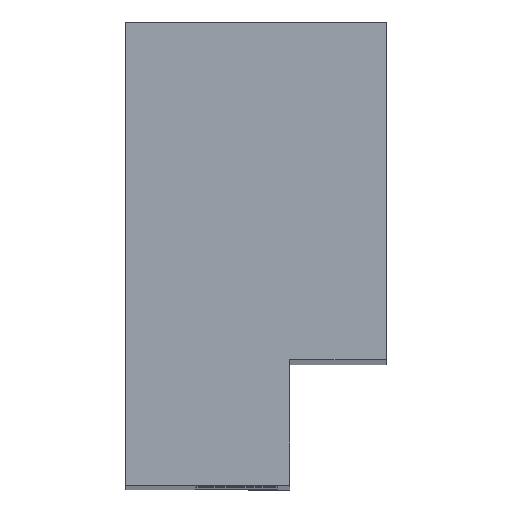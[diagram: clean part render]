
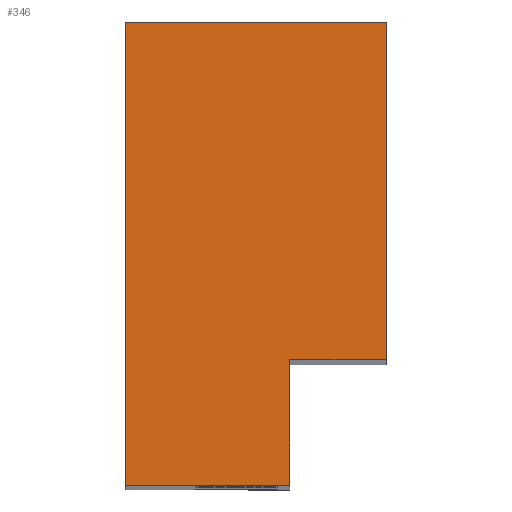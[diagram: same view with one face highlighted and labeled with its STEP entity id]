
A CAD part, top view. The second image highlights one B-rep face of the part: STEP entity #346.
In plain terms, the highlighted planar face has unit normal (0, 0, 1).
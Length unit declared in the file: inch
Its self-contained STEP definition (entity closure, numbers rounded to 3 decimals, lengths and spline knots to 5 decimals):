
#26 = EDGE_LOOP ( 'NONE', ( #381, #645, #646, #359, #1054, #310 ) ) ;
#72 = VECTOR ( 'NONE', #317, 39.37008 ) ;
#82 = VERTEX_POINT ( 'NONE', #749 ) ;
#110 = LINE ( 'NONE', #281, #394 ) ;
#115 = DIRECTION ( 'NONE',  ( -1., 0., 0. ) ) ;
#122 = EDGE_CURVE ( 'NONE', #1050, #82, #255, .T. ) ;
#124 = AXIS2_PLACEMENT_3D ( 'NONE', #811, #157, #628 ) ;
#126 = CARTESIAN_POINT ( 'NONE',  ( 4.8125, -3.125, 9. ) ) ;
#128 = LINE ( 'NONE', #708, #243 ) ;
#133 = VERTEX_POINT ( 'NONE', #993 ) ;
#144 = FACE_OUTER_BOUND ( 'NONE', #26, .T. ) ;
#152 = EDGE_CURVE ( 'NONE', #1050, #133, #128, .T. ) ;
#157 = DIRECTION ( 'NONE',  ( 0., 0., -1. ) ) ;
#166 = DIRECTION ( 'NONE',  ( 0., 1., 0. ) ) ;
#229 = LINE ( 'NONE', #892, #72 ) ;
#243 = VECTOR ( 'NONE', #875, 39.37008 ) ;
#255 = LINE ( 'NONE', #329, #585 ) ;
#281 = CARTESIAN_POINT ( 'NONE',  ( 5.4375, -0.125, 9. ) ) ;
#310 = ORIENTED_EDGE ( 'NONE', *, *, #122, .F. ) ;
#317 = DIRECTION ( 'NONE',  ( 1., 0., 0. ) ) ;
#318 = CARTESIAN_POINT ( 'NONE',  ( 3.75, -0.125, 9. ) ) ;
#320 = VERTEX_POINT ( 'NONE', #318 ) ;
#329 = CARTESIAN_POINT ( 'NONE',  ( 4.8125, -3.125, 9. ) ) ;
#346 = ADVANCED_FACE ( 'NONE', ( #144 ), #728, .F. ) ;
#359 = ORIENTED_EDGE ( 'NONE', *, *, #966, .T. ) ;
#361 = VECTOR ( 'NONE', #1028, 39.37008 ) ;
#381 = ORIENTED_EDGE ( 'NONE', *, *, #152, .T. ) ;
#394 = VECTOR ( 'NONE', #115, 39.37008 ) ;
#399 = CARTESIAN_POINT ( 'NONE',  ( 5.4375, -2.3125, 9. ) ) ;
#409 = VECTOR ( 'NONE', #166, 39.37008 ) ;
#506 = CARTESIAN_POINT ( 'NONE',  ( 5.4375, -0.125, 9. ) ) ;
#539 = EDGE_CURVE ( 'NONE', #736, #881, #1075, .T. ) ;
#585 = VECTOR ( 'NONE', #662, 39.37008 ) ;
#628 = DIRECTION ( 'NONE',  ( -1., 0., 0. ) ) ;
#645 = ORIENTED_EDGE ( 'NONE', *, *, #833, .T. ) ;
#646 = ORIENTED_EDGE ( 'NONE', *, *, #539, .T. ) ;
#662 = DIRECTION ( 'NONE',  ( -1., 0., 0. ) ) ;
#708 = CARTESIAN_POINT ( 'NONE',  ( 4.8125, -3.125, 9. ) ) ;
#728 = PLANE ( 'NONE',  #124 ) ;
#736 = VERTEX_POINT ( 'NONE', #399 ) ;
#749 = CARTESIAN_POINT ( 'NONE',  ( 3.75, -3.125, 9. ) ) ;
#774 = CARTESIAN_POINT ( 'NONE',  ( 3.75, -0.125, 9. ) ) ;
#811 = CARTESIAN_POINT ( 'NONE',  ( 4.8125, -2.3125, 9. ) ) ;
#833 = EDGE_CURVE ( 'NONE', #133, #736, #229, .T. ) ;
#875 = DIRECTION ( 'NONE',  ( 0., 1., 0. ) ) ;
#881 = VERTEX_POINT ( 'NONE', #506 ) ;
#892 = CARTESIAN_POINT ( 'NONE',  ( 4.8125, -2.3125, 9. ) ) ;
#911 = CARTESIAN_POINT ( 'NONE',  ( 5.4375, -2.3125, 9. ) ) ;
#944 = LINE ( 'NONE', #774, #361 ) ;
#966 = EDGE_CURVE ( 'NONE', #881, #320, #110, .T. ) ;
#986 = EDGE_CURVE ( 'NONE', #320, #82, #944, .T. ) ;
#993 = CARTESIAN_POINT ( 'NONE',  ( 4.8125, -2.3125, 9. ) ) ;
#1028 = DIRECTION ( 'NONE',  ( 0., -1., 0. ) ) ;
#1050 = VERTEX_POINT ( 'NONE', #126 ) ;
#1054 = ORIENTED_EDGE ( 'NONE', *, *, #986, .T. ) ;
#1075 = LINE ( 'NONE', #911, #409 ) ;
